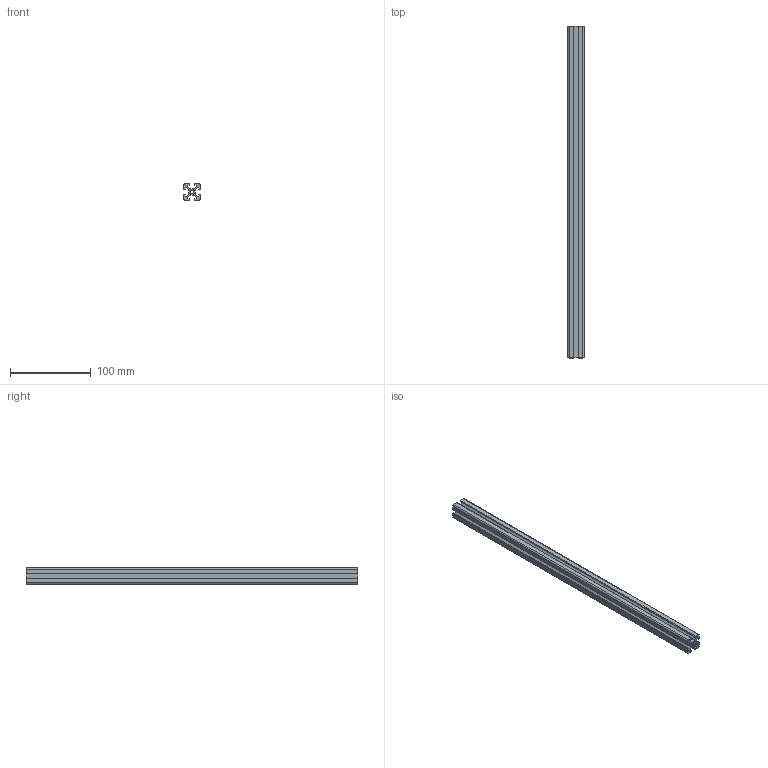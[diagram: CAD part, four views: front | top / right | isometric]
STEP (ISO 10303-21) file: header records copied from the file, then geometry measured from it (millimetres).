
FILE_DESCRIPTION(/* description */ ('STEP AP242','CAx-IF Rec.Pracs.---Representation and Presentation of Product Manufacturing Information (PMI)---4.0---2014-10-13','CAx-IF Rec.Pracs.---3D Tessellated Geometry---0.4---2014-09-14','2;1'),/* implementation_level */ '2;1');
FILE_NAME(/* name */ '6599ee0e844851426d4b65ea',/* time_stamp */ '2024-01-07T00:19:26Z',/* author */ (''),/* organization */ (''),/* preprocessor_version */ 'ST-DEVELOPER v19.4',/* originating_system */ ' ',/* authorisation */ ' ');
FILE_SCHEMA (('AP242_MANAGED_MODEL_BASED_3D_ENGINEERING_MIM_LF { 1 0 10303 442 1 1 4 }'));
Length unit declared in the file: metre
Products named in the file (1): Part 1
Bounding box: 20 x 410 x 20 mm (x, y, z)
Volume: 66623.1 mm3; surface area: 74517.3 mm2
Topology: 1 solids, 1 shells, 106 faces, 312 edges, 208 vertices
Faces by surface type: cylinder 56, plane 50
Entity records: 3594 total; most frequent: DIRECTION 638, CARTESIAN_POINT 627, ORIENTED_EDGE 624, EDGE_CURVE 312, AXIS2_PLACEMENT_3D 219, VERTEX_POINT 208, LINE 200, VECTOR 200
